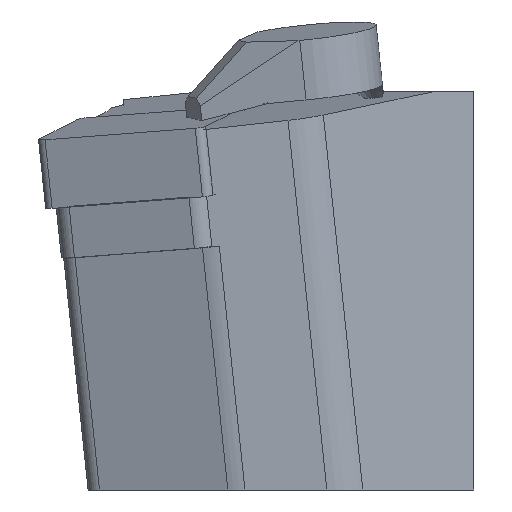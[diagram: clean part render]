
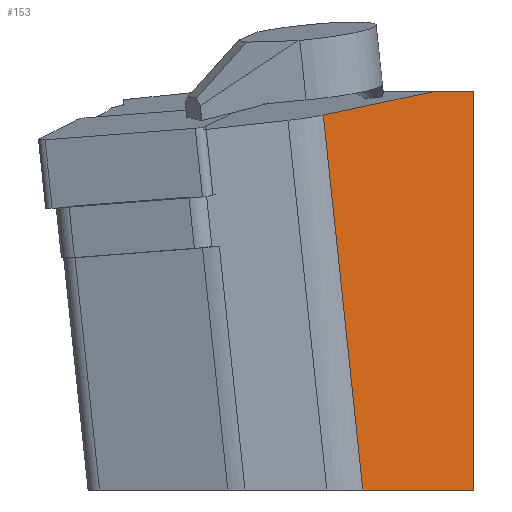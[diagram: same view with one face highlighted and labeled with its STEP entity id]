
A CAD part, left-side view. The second image highlights one B-rep face of the part: STEP entity #153.
In plain terms, the highlighted planar face has unit normal (-0.704, -0.71, 0).
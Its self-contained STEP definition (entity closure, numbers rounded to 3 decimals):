
#153=ADVANCED_FACE('',(#246),#208,.F.);
#208=PLANE('',#1143);
#246=FACE_OUTER_BOUND('',#302,.T.);
#302=EDGE_LOOP('',(#608,#609,#610,#611,#612));
#371=LINE('',#1571,#475);
#374=LINE('',#1583,#478);
#384=LINE('',#1603,#488);
#385=LINE('',#1604,#489);
#386=LINE('',#1606,#490);
#475=VECTOR('',#1263,1.);
#478=VECTOR('',#1276,1.);
#488=VECTOR('',#1290,1.);
#489=VECTOR('',#1291,1.);
#490=VECTOR('',#1292,1.);
#608=ORIENTED_EDGE('',*,*,#991,.F.);
#609=ORIENTED_EDGE('',*,*,#975,.T.);
#610=ORIENTED_EDGE('',*,*,#992,.F.);
#611=ORIENTED_EDGE('',*,*,#993,.T.);
#612=ORIENTED_EDGE('',*,*,#981,.T.);
#874=VERTEX_POINT('',#1570);
#875=VERTEX_POINT('',#1572);
#879=VERTEX_POINT('',#1584);
#880=VERTEX_POINT('',#1585);
#887=VERTEX_POINT('',#1605);
#975=EDGE_CURVE('',#875,#874,#371,.T.);
#981=EDGE_CURVE('',#879,#880,#374,.T.);
#991=EDGE_CURVE('',#875,#880,#384,.T.);
#992=EDGE_CURVE('',#887,#874,#385,.T.);
#993=EDGE_CURVE('',#887,#879,#386,.T.);
#1143=AXIS2_PLACEMENT_3D('',#1607,#1293,#1294);
#1263=DIRECTION('',(-0.703,0.696,-0.147));
#1276=DIRECTION('',(0.,0.,1.));
#1290=DIRECTION('',(0.71,-0.704,0.));
#1291=DIRECTION('',(-0.105,0.104,0.989));
#1292=DIRECTION('',(0.71,-0.704,0.));
#1293=DIRECTION('',(0.704,0.71,0.));
#1294=DIRECTION('',(0.71,-0.704,0.));
#1570=CARTESIAN_POINT('',(-127.825,-8.474,14.829));
#1571=CARTESIAN_POINT('',(-142.339,5.901,11.785));
#1572=CARTESIAN_POINT('',(-117.478,-18.723,17.));
#1583=CARTESIAN_POINT('',(-113.963,-22.221,-19.436));
#1584=CARTESIAN_POINT('',(-113.963,-22.221,-19.5));
#1585=CARTESIAN_POINT('',(-113.947,-22.221,17.));
#1603=CARTESIAN_POINT('',(-152.667,16.134,17.));
#1604=CARTESIAN_POINT('',(-152.619,16.183,249.432));
#1605=CARTESIAN_POINT('',(-124.197,-12.083,-19.5));
#1606=CARTESIAN_POINT('',(-142.421,5.97,-19.5));
#1607=CARTESIAN_POINT('',(-152.619,16.183,249.432));
